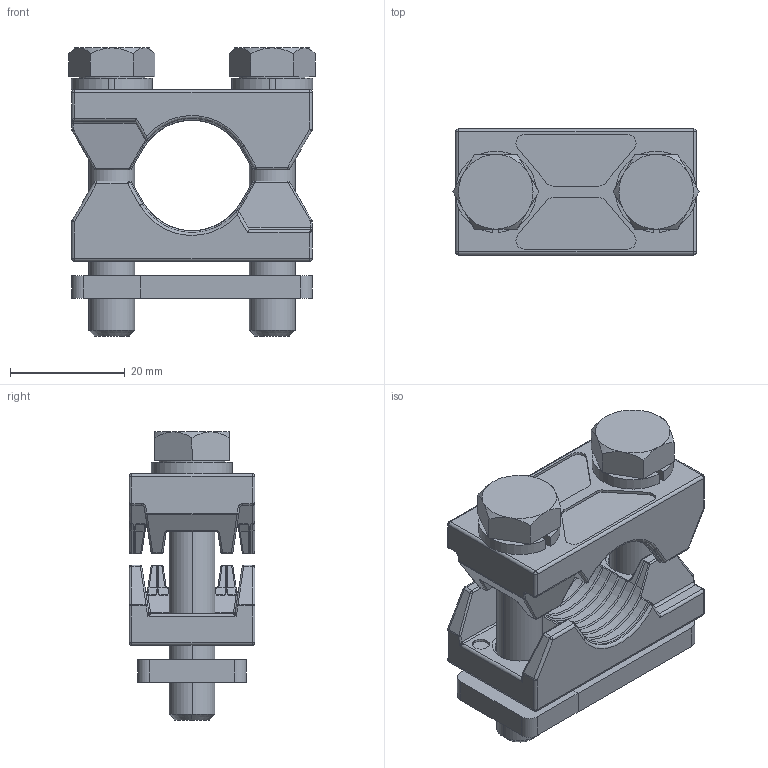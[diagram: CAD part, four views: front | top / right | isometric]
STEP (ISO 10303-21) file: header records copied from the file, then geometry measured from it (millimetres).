
FILE_DESCRIPTION(('CATIA V5 STEP'),'2;1');
FILE_NAME('K2111001_Prismenklemme_P2.stp','2016-01-08T13:48:48+00:00',('none'),('Jean Müller GmbH'),'CATIA Version 5 Release 19 SP 9 (IN-10)','CATIA V5 STEP AP214','none');
FILE_SCHEMA(('AUTOMOTIVE_DESIGN { 1 0 10303 214 1 1 1 1 }'));
Length unit declared in the file: millimetre
Products named in the file (5): K2111001_Prismenklemme P2; 70196_Klemmenteil; 56427_Klemmenunterteil; 65728_Sechskantschraube M8x45; 66812_Federring DIN 127 A8
Assembly tree (7 placements, depth 2):
  K2111001_Prismenklemme P2
    70196_Klemmenteil  x2
    56427_Klemmenunterteil
    65728_Sechskantschraube M8x45  x2
    66812_Federring DIN 127 A8  x2
Bounding box: 43.01 x 22 x 50.3 mm (x, y, z)
Volume: 21165.6 mm3; surface area: 13194.4 mm2
Topology: 7 solids, 7 shells, 598 faces, 1614 edges, 990 vertices
Faces by surface type: cylinder 246, bspline 176, plane 148, cone 28
Entity records: 14288 total; most frequent: CARTESIAN_POINT 5666, ORIENTED_EDGE 1618, DIRECTION 885, EDGE_CURVE 809, VERTEX_POINT 511, AXIS2_PLACEMENT_3D 360, B_SPLINE_CURVE_WITH_KNOTS 322, EDGE_LOOP 322
